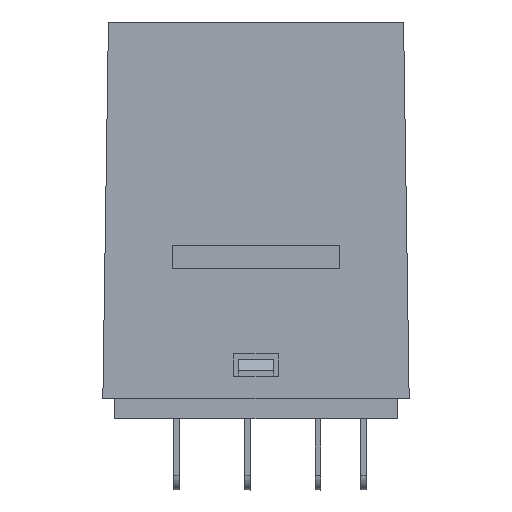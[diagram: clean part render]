
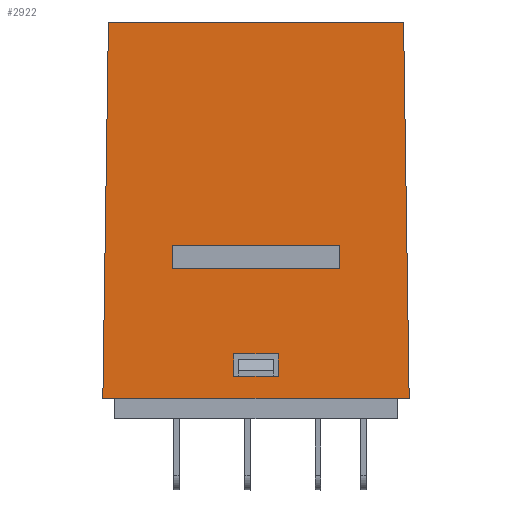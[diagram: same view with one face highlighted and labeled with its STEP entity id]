
A CAD part, top view. The second image highlights one B-rep face of the part: STEP entity #2922.
In plain terms, the highlighted planar face has unit normal (0, 0.015, 1).
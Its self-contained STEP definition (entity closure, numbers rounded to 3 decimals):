
#112 = CARTESIAN_POINT ( 'NONE',  ( -13.75, 0., 7. ) ) ;
#151 = EDGE_CURVE ( 'NONE', #3933, #1765, #877, .T. ) ;
#161 = CARTESIAN_POINT ( 'NONE',  ( 0., 11.7, 6.826 ) ) ;
#204 = CARTESIAN_POINT ( 'NONE',  ( -13.75, 0., 7. ) ) ;
#211 = EDGE_CURVE ( 'NONE', #4026, #1155, #3134, .T. ) ;
#225 = ORIENTED_EDGE ( 'NONE', *, *, #2987, .T. ) ;
#254 = DIRECTION ( 'NONE',  ( 0.015, 1., -0.015 ) ) ;
#393 = ORIENTED_EDGE ( 'NONE', *, *, #3108, .T. ) ;
#449 = DIRECTION ( 'NONE',  ( 0., -1., 0.015 ) ) ;
#467 = CARTESIAN_POINT ( 'NONE',  ( -7.5, 16.9, 6.749 ) ) ;
#545 = LINE ( 'NONE', #843, #1714 ) ;
#589 = DIRECTION ( 'NONE',  ( 1., 0., 0. ) ) ;
#591 = DIRECTION ( 'NONE',  ( -1., 0., 0. ) ) ;
#626 = VERTEX_POINT ( 'NONE', #3417 ) ;
#686 = EDGE_LOOP ( 'NONE', ( #1469, #3363, #2405, #393 ) ) ;
#705 = FACE_BOUND ( 'NONE', #686, .T. ) ;
#754 = EDGE_LOOP ( 'NONE', ( #3875, #1982, #3969, #2530 ) ) ;
#764 = FACE_BOUND ( 'NONE', #1846, .T. ) ;
#818 = VECTOR ( 'NONE', #2417, 1000. ) ;
#843 = CARTESIAN_POINT ( 'NONE',  ( 2., 16.9, 6.749 ) ) ;
#877 = LINE ( 'NONE', #4141, #3640 ) ;
#934 = LINE ( 'NONE', #2222, #3117 ) ;
#1003 = LINE ( 'NONE', #1867, #1706 ) ;
#1044 = PLANE ( 'NONE',  #1845 ) ;
#1079 = CARTESIAN_POINT ( 'NONE',  ( -2., 4., 6.941 ) ) ;
#1107 = VERTEX_POINT ( 'NONE', #1168 ) ;
#1128 = CARTESIAN_POINT ( 'NONE',  ( 2., 4., 6.941 ) ) ;
#1155 = VERTEX_POINT ( 'NONE', #2398 ) ;
#1168 = CARTESIAN_POINT ( 'NONE',  ( -2., 2., 6.97 ) ) ;
#1325 = DIRECTION ( 'NONE',  ( 0., -1., 0.015 ) ) ;
#1367 = VECTOR ( 'NONE', #4007, 1000. ) ;
#1384 = EDGE_CURVE ( 'NONE', #2031, #3815, #2946, .T. ) ;
#1469 = ORIENTED_EDGE ( 'NONE', *, *, #151, .T. ) ;
#1532 = EDGE_CURVE ( 'NONE', #2896, #2619, #3711, .T. ) ;
#1606 = EDGE_CURVE ( 'NONE', #3898, #626, #1763, .T. ) ;
#1628 = CARTESIAN_POINT ( 'NONE',  ( 2., 2., 6.97 ) ) ;
#1642 = EDGE_CURVE ( 'NONE', #1765, #3898, #3587, .T. ) ;
#1644 = VECTOR ( 'NONE', #1325, 1000. ) ;
#1672 = CARTESIAN_POINT ( 'NONE',  ( 7.5, 11.7, 6.826 ) ) ;
#1706 = VECTOR ( 'NONE', #3146, 1000. ) ;
#1714 = VECTOR ( 'NONE', #3999, 1000. ) ;
#1734 = EDGE_CURVE ( 'NONE', #1107, #2896, #1003, .T. ) ;
#1763 = LINE ( 'NONE', #161, #1367 ) ;
#1765 = VERTEX_POINT ( 'NONE', #3015 ) ;
#1845 = AXIS2_PLACEMENT_3D ( 'NONE', #3285, #3327, #449 ) ;
#1846 = EDGE_LOOP ( 'NONE', ( #4061, #225, #2985, #3130 ) ) ;
#1867 = CARTESIAN_POINT ( 'NONE',  ( -2., 16.9, 6.749 ) ) ;
#1982 = ORIENTED_EDGE ( 'NONE', *, *, #211, .F. ) ;
#2031 = VERTEX_POINT ( 'NONE', #4017 ) ;
#2092 = CARTESIAN_POINT ( 'NONE',  ( 0., 0., 7. ) ) ;
#2113 = VECTOR ( 'NONE', #3727, 1000. ) ;
#2132 = VERTEX_POINT ( 'NONE', #1628 ) ;
#2197 = CARTESIAN_POINT ( 'NONE',  ( 0., 2., 6.97 ) ) ;
#2222 = CARTESIAN_POINT ( 'NONE',  ( 0., 33.8, 6.499 ) ) ;
#2318 = CARTESIAN_POINT ( 'NONE',  ( 13.249, 33.8, 6.499 ) ) ;
#2398 = CARTESIAN_POINT ( 'NONE',  ( -13.249, 33.8, 6.499 ) ) ;
#2405 = ORIENTED_EDGE ( 'NONE', *, *, #1606, .T. ) ;
#2417 = DIRECTION ( 'NONE',  ( 1., 0., 0. ) ) ;
#2488 = LINE ( 'NONE', #2197, #3527 ) ;
#2530 = ORIENTED_EDGE ( 'NONE', *, *, #1384, .F. ) ;
#2554 = DIRECTION ( 'NONE',  ( 0., 1., -0.015 ) ) ;
#2617 = EDGE_CURVE ( 'NONE', #3815, #4026, #4066, .T. ) ;
#2618 = DIRECTION ( 'NONE',  ( 0.015, -1., 0.015 ) ) ;
#2619 = VERTEX_POINT ( 'NONE', #1128 ) ;
#2714 = EDGE_CURVE ( 'NONE', #2031, #1155, #934, .T. ) ;
#2832 = CARTESIAN_POINT ( 'NONE',  ( 7.5, 16.9, 6.749 ) ) ;
#2896 = VERTEX_POINT ( 'NONE', #1079 ) ;
#2922 = ADVANCED_FACE ( 'NONE', ( #764, #705, #3973 ), #1044, .T. ) ;
#2946 = LINE ( 'NONE', #2318, #2975 ) ;
#2975 = VECTOR ( 'NONE', #2618, 1000. ) ;
#2985 = ORIENTED_EDGE ( 'NONE', *, *, #3194, .T. ) ;
#2987 = EDGE_CURVE ( 'NONE', #2619, #2132, #545, .T. ) ;
#3015 = CARTESIAN_POINT ( 'NONE',  ( 7.5, 13.7, 6.797 ) ) ;
#3108 = EDGE_CURVE ( 'NONE', #626, #3933, #3344, .T. ) ;
#3117 = VECTOR ( 'NONE', #3856, 1000. ) ;
#3130 = ORIENTED_EDGE ( 'NONE', *, *, #1734, .T. ) ;
#3134 = LINE ( 'NONE', #204, #3303 ) ;
#3146 = DIRECTION ( 'NONE',  ( 0., 1., -0.015 ) ) ;
#3194 = EDGE_CURVE ( 'NONE', #2132, #1107, #2488, .T. ) ;
#3260 = VECTOR ( 'NONE', #2554, 1000. ) ;
#3285 = CARTESIAN_POINT ( 'NONE',  ( -13.75, 33.8, 6.499 ) ) ;
#3303 = VECTOR ( 'NONE', #254, 1000. ) ;
#3327 = DIRECTION ( 'NONE',  ( 0., 0.015, 1. ) ) ;
#3344 = LINE ( 'NONE', #467, #3260 ) ;
#3363 = ORIENTED_EDGE ( 'NONE', *, *, #1642, .T. ) ;
#3375 = CARTESIAN_POINT ( 'NONE',  ( 0., 4., 6.941 ) ) ;
#3417 = CARTESIAN_POINT ( 'NONE',  ( -7.5, 11.7, 6.826 ) ) ;
#3433 = CARTESIAN_POINT ( 'NONE',  ( 13.75, 0., 7. ) ) ;
#3527 = VECTOR ( 'NONE', #591, 1000. ) ;
#3579 = CARTESIAN_POINT ( 'NONE',  ( -7.5, 13.7, 6.797 ) ) ;
#3587 = LINE ( 'NONE', #2832, #1644 ) ;
#3640 = VECTOR ( 'NONE', #589, 1000. ) ;
#3711 = LINE ( 'NONE', #3375, #818 ) ;
#3727 = DIRECTION ( 'NONE',  ( -1., 0., 0. ) ) ;
#3815 = VERTEX_POINT ( 'NONE', #3433 ) ;
#3856 = DIRECTION ( 'NONE',  ( -1., 0., 0. ) ) ;
#3875 = ORIENTED_EDGE ( 'NONE', *, *, #2714, .T. ) ;
#3898 = VERTEX_POINT ( 'NONE', #1672 ) ;
#3933 = VERTEX_POINT ( 'NONE', #3579 ) ;
#3969 = ORIENTED_EDGE ( 'NONE', *, *, #2617, .F. ) ;
#3973 = FACE_OUTER_BOUND ( 'NONE', #754, .T. ) ;
#3999 = DIRECTION ( 'NONE',  ( 0., -1., 0.015 ) ) ;
#4007 = DIRECTION ( 'NONE',  ( -1., 0., 0. ) ) ;
#4017 = CARTESIAN_POINT ( 'NONE',  ( 13.249, 33.8, 6.499 ) ) ;
#4026 = VERTEX_POINT ( 'NONE', #112 ) ;
#4061 = ORIENTED_EDGE ( 'NONE', *, *, #1532, .T. ) ;
#4066 = LINE ( 'NONE', #2092, #2113 ) ;
#4141 = CARTESIAN_POINT ( 'NONE',  ( 0., 13.7, 6.797 ) ) ;
